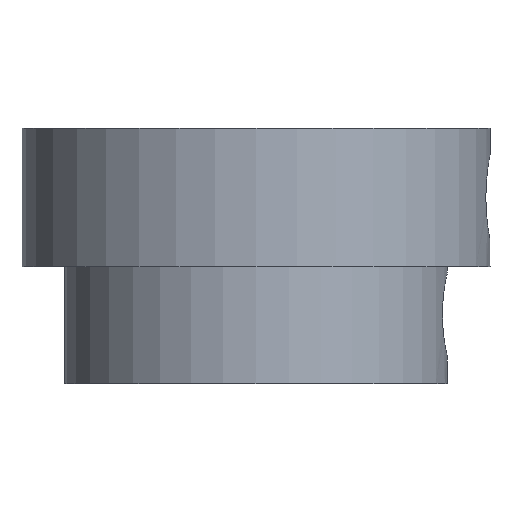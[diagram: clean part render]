
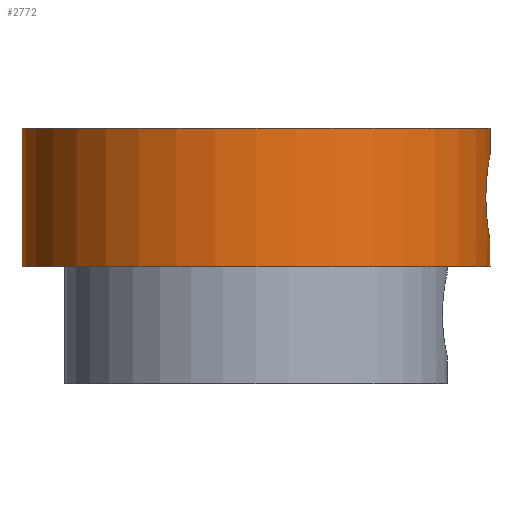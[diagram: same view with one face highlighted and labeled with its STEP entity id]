
A CAD part, front view. The second image highlights one B-rep face of the part: STEP entity #2772.
In plain terms, the highlighted cylindrical face has radius 11 mm (diameter 22 mm), a partial arc.
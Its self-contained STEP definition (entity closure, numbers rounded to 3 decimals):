
#113 = CARTESIAN_POINT ( 'NONE',  ( 10.953, -1.025, 1.514 ) ) ;
#266 = LINE ( 'NONE', #9010, #11938 ) ;
#695 = VERTEX_POINT ( 'NONE', #10917 ) ;
#1201 = CARTESIAN_POINT ( 'NONE',  ( 10.953, -1.023, 4.988 ) ) ;
#1296 = CARTESIAN_POINT ( 'NONE',  ( 10.917, -1.35, 1.742 ) ) ;
#1336 = ORIENTED_EDGE ( 'NONE', *, *, #12713, .T. ) ;
#1500 = VECTOR ( 'NONE', #12366, 1000. ) ;
#1522 = VERTEX_POINT ( 'NONE', #4655 ) ;
#1702 = DIRECTION ( 'NONE',  ( 1., 0., 0. ) ) ;
#1716 = DIRECTION ( 'NONE',  ( 1., 0., 0. ) ) ;
#2239 = CARTESIAN_POINT ( 'NONE',  ( 11., -0.134, 5.252 ) ) ;
#2289 = CARTESIAN_POINT ( 'NONE',  ( 10.821, -1.976, 3.77 ) ) ;
#2390 = CARTESIAN_POINT ( 'NONE',  ( 10.93, -1.247, 1.659 ) ) ;
#2772 = ADVANCED_FACE ( 'NONE', ( #13016 ), #3136, .T. ) ;
#2812 = EDGE_CURVE ( 'NONE', #9648, #7026, #7719, .T. ) ;
#3136 = CYLINDRICAL_SURFACE ( 'NONE', #3617, 11. ) ;
#3275 = CARTESIAN_POINT ( 'NONE',  ( 0., 0., 6.5 ) ) ;
#3326 = ORIENTED_EDGE ( 'NONE', *, *, #12931, .F. ) ;
#3372 = CARTESIAN_POINT ( 'NONE',  ( 10.981, -0.659, 5.149 ) ) ;
#3471 = CARTESIAN_POINT ( 'NONE',  ( 10.981, -0.659, 1.351 ) ) ;
#3571 = CARTESIAN_POINT ( 'NONE',  ( 10.988, -0.533, 1.313 ) ) ;
#3617 = AXIS2_PLACEMENT_3D ( 'NONE', #3275, #11173, #13343 ) ;
#3642 = VECTOR ( 'NONE', #10758, 1000. ) ;
#4078 = CARTESIAN_POINT ( 'NONE',  ( 0., 0., 0. ) ) ;
#4086 = EDGE_CURVE ( 'NONE', #8410, #7026, #10155, .T. ) ;
#4199 = CARTESIAN_POINT ( 'NONE',  ( 11., 0., 6.5 ) ) ;
#4471 = CARTESIAN_POINT ( 'NONE',  ( 11., 0., 6.5 ) ) ;
#4595 = CARTESIAN_POINT ( 'NONE',  ( 10.917, -1.35, 4.758 ) ) ;
#4651 = CARTESIAN_POINT ( 'NONE',  ( 10.963, -0.906, 5.049 ) ) ;
#4655 = CARTESIAN_POINT ( 'NONE',  ( -11., 0., 6.5 ) ) ;
#4700 = CARTESIAN_POINT ( 'NONE',  ( 11., -0.134, 1.248 ) ) ;
#5057 = DIRECTION ( 'NONE',  ( 0., 0., 1. ) ) ;
#5109 = AXIS2_PLACEMENT_3D ( 'NONE', #11919, #14043, #1702 ) ;
#5298 = AXIS2_PLACEMENT_3D ( 'NONE', #4078, #5057, #1716 ) ;
#5485 = EDGE_CURVE ( 'NONE', #1522, #695, #266, .T. ) ;
#5627 = CARTESIAN_POINT ( 'NONE',  ( 10.988, -0.53, 5.188 ) ) ;
#5975 = ORIENTED_EDGE ( 'NONE', *, *, #5485, .T. ) ;
#6080 = CARTESIAN_POINT ( 'NONE',  ( 11., 0., 5.252 ) ) ;
#6777 = CARTESIAN_POINT ( 'NONE',  ( 10.998, -0.268, 5.239 ) ) ;
#6926 = CARTESIAN_POINT ( 'NONE',  ( 10.855, -1.783, 2.24 ) ) ;
#6979 = CIRCLE ( 'NONE', #5298, 11. ) ;
#7026 = VERTEX_POINT ( 'NONE', #6080 ) ;
#7140 = LINE ( 'NONE', #4471, #1500 ) ;
#7719 = B_SPLINE_CURVE_WITH_KNOTS ( 'NONE', 3,
 ( #12512, #4700, #12562, #3571, #3471, #8997, #113, #2390, #1296, #13640, #6926, #13590, #11369, #13689, #10235, #12462, #9186, #2289, #7865, #11468, #11320, #4595, #11273, #1201, #4651, #3372, #5627, #6777, #2239, #13541 ),
 .UNSPECIFIED., .F., .F.,
 ( 4, 2, 2, 2, 2, 2, 2, 2, 2, 2, 2, 2, 2, 2, 4 ),
 ( 0.5, 0.531, 0.562, 0.594, 0.625, 0.687, 0.719, 0.75, 0.781, 0.812, 0.875, 0.906, 0.937, 0.969, 1. ),
 .UNSPECIFIED. ) ;
#7816 = VERTEX_POINT ( 'NONE', #11691 ) ;
#7865 = CARTESIAN_POINT ( 'NONE',  ( 10.828, -1.937, 3.896 ) ) ;
#8410 = VERTEX_POINT ( 'NONE', #4199 ) ;
#8554 = CARTESIAN_POINT ( 'NONE',  ( 11., 0., 1.248 ) ) ;
#8997 = CARTESIAN_POINT ( 'NONE',  ( 10.963, -0.906, 1.451 ) ) ;
#9010 = CARTESIAN_POINT ( 'NONE',  ( -11., 0., 6.5 ) ) ;
#9186 = CARTESIAN_POINT ( 'NONE',  ( 10.811, -2.028, 3.512 ) ) ;
#9648 = VERTEX_POINT ( 'NONE', #8554 ) ;
#10155 = LINE ( 'NONE', #14065, #3642 ) ;
#10235 = CARTESIAN_POINT ( 'NONE',  ( 10.809, -2.042, 3.119 ) ) ;
#10758 = DIRECTION ( 'NONE',  ( 0., 0., -1. ) ) ;
#10917 = CARTESIAN_POINT ( 'NONE',  ( -11., 0., 0. ) ) ;
#11173 = DIRECTION ( 'NONE',  ( 0., 0., -1. ) ) ;
#11240 = DIRECTION ( 'NONE',  ( 0., 0., -1. ) ) ;
#11273 = CARTESIAN_POINT ( 'NONE',  ( 10.93, -1.246, 4.842 ) ) ;
#11320 = CARTESIAN_POINT ( 'NONE',  ( 10.88, -1.632, 4.481 ) ) ;
#11369 = CARTESIAN_POINT ( 'NONE',  ( 10.821, -1.976, 2.73 ) ) ;
#11468 = CARTESIAN_POINT ( 'NONE',  ( 10.855, -1.783, 4.259 ) ) ;
#11499 = EDGE_LOOP ( 'NONE', ( #12128, #12640, #5975, #1336, #3326, #14104 ) ) ;
#11691 = CARTESIAN_POINT ( 'NONE',  ( 11., 0., 0. ) ) ;
#11919 = CARTESIAN_POINT ( 'NONE',  ( 0., 0., 6.5 ) ) ;
#11938 = VECTOR ( 'NONE', #11240, 1000. ) ;
#12124 = EDGE_CURVE ( 'NONE', #1522, #8410, #14052, .T. ) ;
#12128 = ORIENTED_EDGE ( 'NONE', *, *, #4086, .F. ) ;
#12366 = DIRECTION ( 'NONE',  ( 0., 0., -1. ) ) ;
#12462 = CARTESIAN_POINT ( 'NONE',  ( 10.809, -2.042, 3.383 ) ) ;
#12512 = CARTESIAN_POINT ( 'NONE',  ( 11., 0., 1.248 ) ) ;
#12562 = CARTESIAN_POINT ( 'NONE',  ( 10.998, -0.269, 1.261 ) ) ;
#12640 = ORIENTED_EDGE ( 'NONE', *, *, #12124, .F. ) ;
#12713 = EDGE_CURVE ( 'NONE', #695, #7816, #6979, .T. ) ;
#12931 = EDGE_CURVE ( 'NONE', #9648, #7816, #7140, .T. ) ;
#13016 = FACE_OUTER_BOUND ( 'NONE', #11499, .T. ) ;
#13343 = DIRECTION ( 'NONE',  ( -1., 0., 0. ) ) ;
#13541 = CARTESIAN_POINT ( 'NONE',  ( 11., 0., 5.252 ) ) ;
#13590 = CARTESIAN_POINT ( 'NONE',  ( 10.828, -1.938, 2.606 ) ) ;
#13640 = CARTESIAN_POINT ( 'NONE',  ( 10.88, -1.634, 2.021 ) ) ;
#13689 = CARTESIAN_POINT ( 'NONE',  ( 10.811, -2.028, 2.987 ) ) ;
#14043 = DIRECTION ( 'NONE',  ( 0., 0., 1. ) ) ;
#14052 = CIRCLE ( 'NONE', #5109, 11. ) ;
#14065 = CARTESIAN_POINT ( 'NONE',  ( 11., 0., 6.5 ) ) ;
#14104 = ORIENTED_EDGE ( 'NONE', *, *, #2812, .T. ) ;
